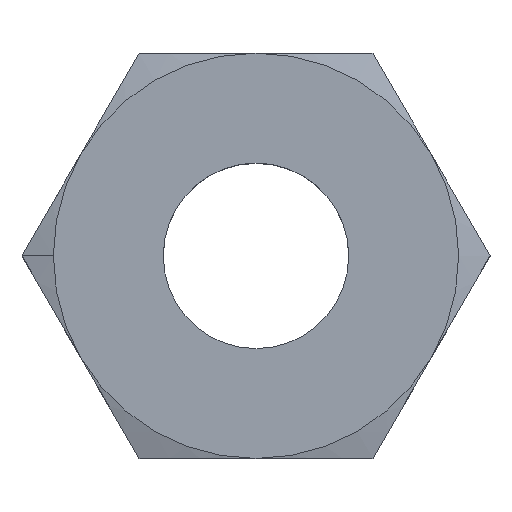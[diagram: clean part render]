
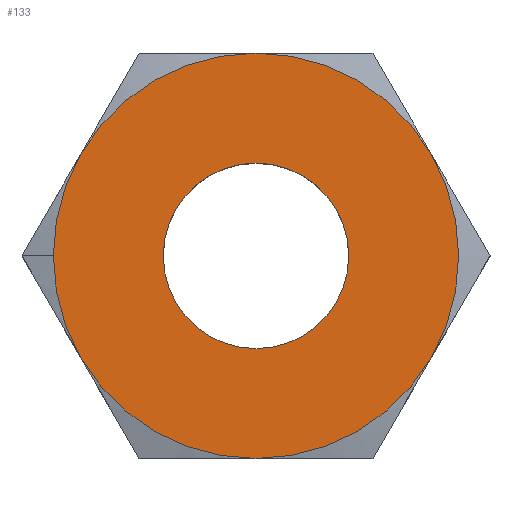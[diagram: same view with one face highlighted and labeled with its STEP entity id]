
A CAD part, top view. The second image highlights one B-rep face of the part: STEP entity #133.
In plain terms, the highlighted planar face has unit normal (0, 0, 1).
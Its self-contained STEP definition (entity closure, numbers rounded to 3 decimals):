
#8 = CARTESIAN_POINT ( 'NONE',  ( 0., 0., 2.388 ) ) ;
#12 = DIRECTION ( 'NONE',  ( 0., 0., -1. ) ) ;
#24 = EDGE_CURVE ( 'NONE', #579, #653, #223, .T. ) ;
#25 = DIRECTION ( 'NONE',  ( 0., 0., 1. ) ) ;
#42 = CARTESIAN_POINT ( 'NONE',  ( 0., 0., 2.388 ) ) ;
#48 = VERTEX_POINT ( 'NONE', #232 ) ;
#62 = CARTESIAN_POINT ( 'NONE',  ( 4.542, 2.623, 2.388 ) ) ;
#73 = CARTESIAN_POINT ( 'NONE',  ( -2.4, 0., 2.388 ) ) ;
#76 = VERTEX_POINT ( 'NONE', #469 ) ;
#91 = CARTESIAN_POINT ( 'NONE',  ( 0., 0., 2.388 ) ) ;
#106 = CARTESIAN_POINT ( 'NONE',  ( -4.542, -2.623, 2.388 ) ) ;
#133 = ADVANCED_FACE ( 'NONE', ( #434, #588 ), #602, .T. ) ;
#146 = DIRECTION ( 'NONE',  ( 1., 0., 0. ) ) ;
#163 = DIRECTION ( 'NONE',  ( 0., 0., 1. ) ) ;
#165 = AXIS2_PLACEMENT_3D ( 'NONE', #508, #25, #451 ) ;
#179 = DIRECTION ( 'NONE',  ( 0., 0., 1. ) ) ;
#188 = VERTEX_POINT ( 'NONE', #62 ) ;
#197 = AXIS2_PLACEMENT_3D ( 'NONE', #228, #163, #291 ) ;
#209 = ORIENTED_EDGE ( 'NONE', *, *, #320, .F. ) ;
#217 = CARTESIAN_POINT ( 'NONE',  ( 2.4, 0., 2.388 ) ) ;
#223 = CIRCLE ( 'NONE', #197, 2.4 ) ;
#225 = ORIENTED_EDGE ( 'NONE', *, *, #24, .F. ) ;
#226 = CARTESIAN_POINT ( 'NONE',  ( 0., 0., 2.388 ) ) ;
#227 = EDGE_LOOP ( 'NONE', ( #225, #209 ) ) ;
#228 = CARTESIAN_POINT ( 'NONE',  ( 0., 0., 2.388 ) ) ;
#232 = CARTESIAN_POINT ( 'NONE',  ( 0., 5.245, 2.388 ) ) ;
#242 = CARTESIAN_POINT ( 'NONE',  ( 0., 0., 2.388 ) ) ;
#247 = AXIS2_PLACEMENT_3D ( 'NONE', #449, #735, #146 ) ;
#256 = CARTESIAN_POINT ( 'NONE',  ( -4.542, 2.623, 2.388 ) ) ;
#269 = ORIENTED_EDGE ( 'NONE', *, *, #713, .F. ) ;
#281 = EDGE_CURVE ( 'NONE', #76, #188, #730, .T. ) ;
#282 = DIRECTION ( 'NONE',  ( 0., 0., 1. ) ) ;
#290 = CIRCLE ( 'NONE', #429, 5.245 ) ;
#291 = DIRECTION ( 'NONE',  ( 1., 0., 0. ) ) ;
#299 = AXIS2_PLACEMENT_3D ( 'NONE', #8, #376, #444 ) ;
#320 = EDGE_CURVE ( 'NONE', #653, #579, #638, .T. ) ;
#334 = CARTESIAN_POINT ( 'NONE',  ( -5.245, 0., 2.388 ) ) ;
#337 = DIRECTION ( 'NONE',  ( 1., 0., 0. ) ) ;
#353 = DIRECTION ( 'NONE',  ( 1., 0., 0. ) ) ;
#361 = ORIENTED_EDGE ( 'NONE', *, *, #281, .T. ) ;
#364 = EDGE_CURVE ( 'NONE', #370, #591, #598, .T. ) ;
#370 = VERTEX_POINT ( 'NONE', #334 ) ;
#376 = DIRECTION ( 'NONE',  ( 0., 0., 1. ) ) ;
#424 = CIRCLE ( 'NONE', #532, 5.245 ) ;
#429 = AXIS2_PLACEMENT_3D ( 'NONE', #690, #513, #747 ) ;
#434 = FACE_BOUND ( 'NONE', #227, .T. ) ;
#444 = DIRECTION ( 'NONE',  ( 1., 0., 0. ) ) ;
#449 = CARTESIAN_POINT ( 'NONE',  ( 0., 0., 2.388 ) ) ;
#451 = DIRECTION ( 'NONE',  ( 1., 0., 0. ) ) ;
#469 = CARTESIAN_POINT ( 'NONE',  ( 4.542, -2.623, 2.388 ) ) ;
#473 = DIRECTION ( 'NONE',  ( 1., 0., 0. ) ) ;
#479 = AXIS2_PLACEMENT_3D ( 'NONE', #226, #642, #353 ) ;
#503 = DIRECTION ( 'NONE',  ( -1., 0., 0. ) ) ;
#508 = CARTESIAN_POINT ( 'NONE',  ( 0., 0., 2.388 ) ) ;
#511 = EDGE_CURVE ( 'NONE', #188, #48, #424, .T. ) ;
#513 = DIRECTION ( 'NONE',  ( 0., 0., 1. ) ) ;
#514 = AXIS2_PLACEMENT_3D ( 'NONE', #242, #179, #712 ) ;
#532 = AXIS2_PLACEMENT_3D ( 'NONE', #42, #282, #473 ) ;
#548 = AXIS2_PLACEMENT_3D ( 'NONE', #618, #12, #503 ) ;
#561 = EDGE_CURVE ( 'NONE', #723, #76, #290, .T. ) ;
#579 = VERTEX_POINT ( 'NONE', #217 ) ;
#580 = ORIENTED_EDGE ( 'NONE', *, *, #687, .T. ) ;
#588 = FACE_OUTER_BOUND ( 'NONE', #742, .T. ) ;
#591 = VERTEX_POINT ( 'NONE', #106 ) ;
#598 = CIRCLE ( 'NONE', #247, 5.245 ) ;
#602 = PLANE ( 'NONE',  #514 ) ;
#609 = ORIENTED_EDGE ( 'NONE', *, *, #364, .T. ) ;
#618 = CARTESIAN_POINT ( 'NONE',  ( 0., 0., 2.388 ) ) ;
#638 = CIRCLE ( 'NONE', #165, 2.4 ) ;
#641 = ORIENTED_EDGE ( 'NONE', *, *, #649, .T. ) ;
#642 = DIRECTION ( 'NONE',  ( 0., 0., 1. ) ) ;
#649 = EDGE_CURVE ( 'NONE', #731, #370, #719, .T. ) ;
#653 = VERTEX_POINT ( 'NONE', #73 ) ;
#671 = ORIENTED_EDGE ( 'NONE', *, *, #511, .T. ) ;
#672 = CARTESIAN_POINT ( 'NONE',  ( 0., -5.245, 2.388 ) ) ;
#684 = AXIS2_PLACEMENT_3D ( 'NONE', #91, #689, #337 ) ;
#686 = ORIENTED_EDGE ( 'NONE', *, *, #561, .T. ) ;
#687 = EDGE_CURVE ( 'NONE', #591, #723, #768, .T. ) ;
#689 = DIRECTION ( 'NONE',  ( 0., 0., 1. ) ) ;
#690 = CARTESIAN_POINT ( 'NONE',  ( 0., 0., 2.388 ) ) ;
#712 = DIRECTION ( 'NONE',  ( 1., 0., 0. ) ) ;
#713 = EDGE_CURVE ( 'NONE', #731, #48, #748, .T. ) ;
#719 = CIRCLE ( 'NONE', #684, 5.245 ) ;
#723 = VERTEX_POINT ( 'NONE', #672 ) ;
#730 = CIRCLE ( 'NONE', #299, 5.245 ) ;
#731 = VERTEX_POINT ( 'NONE', #256 ) ;
#735 = DIRECTION ( 'NONE',  ( 0., 0., 1. ) ) ;
#742 = EDGE_LOOP ( 'NONE', ( #361, #671, #269, #641, #609, #580, #686 ) ) ;
#747 = DIRECTION ( 'NONE',  ( 1., 0., 0. ) ) ;
#748 = CIRCLE ( 'NONE', #548, 5.245 ) ;
#768 = CIRCLE ( 'NONE', #479, 5.245 ) ;
